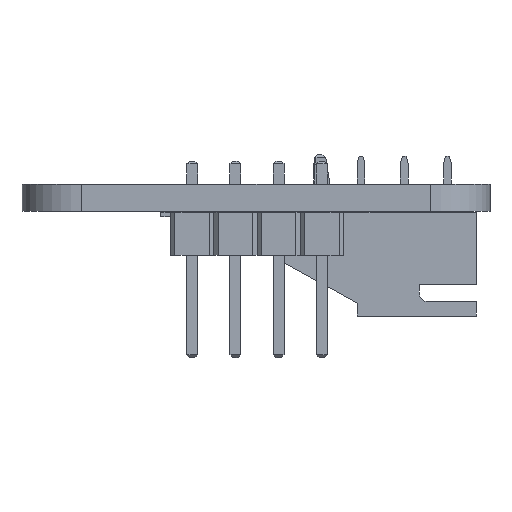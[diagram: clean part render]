
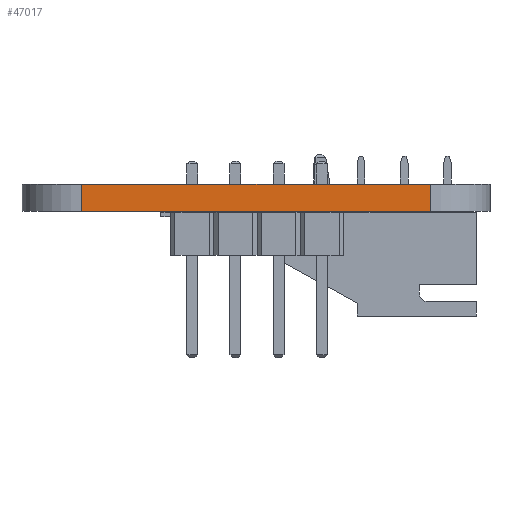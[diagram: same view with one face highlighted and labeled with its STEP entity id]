
A CAD part, left-side view. The second image highlights one B-rep face of the part: STEP entity #47017.
In plain terms, the highlighted planar face has unit normal (-1, 0, 0).
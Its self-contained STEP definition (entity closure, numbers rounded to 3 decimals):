
#46834 = CYLINDRICAL_SURFACE('',#46835,3.5);
#46835 = AXIS2_PLACEMENT_3D('',#46836,#46837,#46838);
#46836 = CARTESIAN_POINT('',(99.5,-67.5,0.));
#46837 = DIRECTION('',(-0.,-0.,-1.));
#46838 = DIRECTION('',(1.,0.,-0.));
#46859 = VERTEX_POINT('',#46860);
#46860 = CARTESIAN_POINT('',(96.,-67.5,1.6));
#46875 = PLANE('',#46876);
#46876 = AXIS2_PLACEMENT_3D('',#46877,#46878,#46879);
#46877 = CARTESIAN_POINT('',(121.75,-77.75,1.6));
#46878 = DIRECTION('',(0.,0.,1.));
#46879 = DIRECTION('',(1.,0.,-0.));
#46887 = EDGE_CURVE('',#46888,#46859,#46890,.T.);
#46888 = VERTEX_POINT('',#46889);
#46889 = CARTESIAN_POINT('',(96.,-67.5,0.));
#46890 = SURFACE_CURVE('',#46891,(#46895,#46902),.PCURVE_S1.);
#46891 = LINE('',#46892,#46893);
#46892 = CARTESIAN_POINT('',(96.,-67.5,0.));
#46893 = VECTOR('',#46894,1.);
#46894 = DIRECTION('',(0.,0.,1.));
#46895 = PCURVE('',#46834,#46896);
#46896 = DEFINITIONAL_REPRESENTATION('',(#46897),#46901);
#46897 = LINE('',#46898,#46899);
#46898 = CARTESIAN_POINT('',(-3.142,0.));
#46899 = VECTOR('',#46900,1.);
#46900 = DIRECTION('',(-0.,-1.));
#46901 = ( GEOMETRIC_REPRESENTATION_CONTEXT(2) 
PARAMETRIC_REPRESENTATION_CONTEXT() REPRESENTATION_CONTEXT('2D SPACE',''
  ) );
#46902 = PCURVE('',#46903,#46908);
#46903 = PLANE('',#46904);
#46904 = AXIS2_PLACEMENT_3D('',#46905,#46906,#46907);
#46905 = CARTESIAN_POINT('',(96.,-88.,0.));
#46906 = DIRECTION('',(-1.,0.,0.));
#46907 = DIRECTION('',(0.,1.,0.));
#46908 = DEFINITIONAL_REPRESENTATION('',(#46909),#46913);
#46909 = LINE('',#46910,#46911);
#46910 = CARTESIAN_POINT('',(20.5,0.));
#46911 = VECTOR('',#46912,1.);
#46912 = DIRECTION('',(0.,-1.));
#46913 = ( GEOMETRIC_REPRESENTATION_CONTEXT(2) 
PARAMETRIC_REPRESENTATION_CONTEXT() REPRESENTATION_CONTEXT('2D SPACE',''
  ) );
#46930 = PLANE('',#46931);
#46931 = AXIS2_PLACEMENT_3D('',#46932,#46933,#46934);
#46932 = CARTESIAN_POINT('',(121.75,-77.75,0.));
#46933 = DIRECTION('',(0.,0.,1.));
#46934 = DIRECTION('',(1.,0.,-0.));
#47017 = ADVANCED_FACE('',(#47018),#46903,.T.);
#47018 = FACE_BOUND('',#47019,.T.);
#47019 = EDGE_LOOP('',(#47020,#47050,#47071,#47072));
#47020 = ORIENTED_EDGE('',*,*,#47021,.T.);
#47021 = EDGE_CURVE('',#47022,#47024,#47026,.T.);
#47022 = VERTEX_POINT('',#47023);
#47023 = CARTESIAN_POINT('',(96.,-88.,0.));
#47024 = VERTEX_POINT('',#47025);
#47025 = CARTESIAN_POINT('',(96.,-88.,1.6));
#47026 = SURFACE_CURVE('',#47027,(#47031,#47038),.PCURVE_S1.);
#47027 = LINE('',#47028,#47029);
#47028 = CARTESIAN_POINT('',(96.,-88.,0.));
#47029 = VECTOR('',#47030,1.);
#47030 = DIRECTION('',(0.,0.,1.));
#47031 = PCURVE('',#46903,#47032);
#47032 = DEFINITIONAL_REPRESENTATION('',(#47033),#47037);
#47033 = LINE('',#47034,#47035);
#47034 = CARTESIAN_POINT('',(0.,0.));
#47035 = VECTOR('',#47036,1.);
#47036 = DIRECTION('',(0.,-1.));
#47037 = ( GEOMETRIC_REPRESENTATION_CONTEXT(2) 
PARAMETRIC_REPRESENTATION_CONTEXT() REPRESENTATION_CONTEXT('2D SPACE',''
  ) );
#47038 = PCURVE('',#47039,#47044);
#47039 = CYLINDRICAL_SURFACE('',#47040,3.5);
#47040 = AXIS2_PLACEMENT_3D('',#47041,#47042,#47043);
#47041 = CARTESIAN_POINT('',(99.5,-88.,0.));
#47042 = DIRECTION('',(-0.,-0.,-1.));
#47043 = DIRECTION('',(1.,0.,-0.));
#47044 = DEFINITIONAL_REPRESENTATION('',(#47045),#47049);
#47045 = LINE('',#47046,#47047);
#47046 = CARTESIAN_POINT('',(-3.142,0.));
#47047 = VECTOR('',#47048,1.);
#47048 = DIRECTION('',(-0.,-1.));
#47049 = ( GEOMETRIC_REPRESENTATION_CONTEXT(2) 
PARAMETRIC_REPRESENTATION_CONTEXT() REPRESENTATION_CONTEXT('2D SPACE',''
  ) );
#47050 = ORIENTED_EDGE('',*,*,#47051,.T.);
#47051 = EDGE_CURVE('',#47024,#46859,#47052,.T.);
#47052 = SURFACE_CURVE('',#47053,(#47057,#47064),.PCURVE_S1.);
#47053 = LINE('',#47054,#47055);
#47054 = CARTESIAN_POINT('',(96.,-88.,1.6));
#47055 = VECTOR('',#47056,1.);
#47056 = DIRECTION('',(0.,1.,0.));
#47057 = PCURVE('',#46903,#47058);
#47058 = DEFINITIONAL_REPRESENTATION('',(#47059),#47063);
#47059 = LINE('',#47060,#47061);
#47060 = CARTESIAN_POINT('',(0.,-1.6));
#47061 = VECTOR('',#47062,1.);
#47062 = DIRECTION('',(1.,0.));
#47063 = ( GEOMETRIC_REPRESENTATION_CONTEXT(2) 
PARAMETRIC_REPRESENTATION_CONTEXT() REPRESENTATION_CONTEXT('2D SPACE',''
  ) );
#47064 = PCURVE('',#46875,#47065);
#47065 = DEFINITIONAL_REPRESENTATION('',(#47066),#47070);
#47066 = LINE('',#47067,#47068);
#47067 = CARTESIAN_POINT('',(-25.75,-10.25));
#47068 = VECTOR('',#47069,1.);
#47069 = DIRECTION('',(0.,1.));
#47070 = ( GEOMETRIC_REPRESENTATION_CONTEXT(2) 
PARAMETRIC_REPRESENTATION_CONTEXT() REPRESENTATION_CONTEXT('2D SPACE',''
  ) );
#47071 = ORIENTED_EDGE('',*,*,#46887,.F.);
#47072 = ORIENTED_EDGE('',*,*,#47073,.F.);
#47073 = EDGE_CURVE('',#47022,#46888,#47074,.T.);
#47074 = SURFACE_CURVE('',#47075,(#47079,#47086),.PCURVE_S1.);
#47075 = LINE('',#47076,#47077);
#47076 = CARTESIAN_POINT('',(96.,-88.,0.));
#47077 = VECTOR('',#47078,1.);
#47078 = DIRECTION('',(0.,1.,0.));
#47079 = PCURVE('',#46903,#47080);
#47080 = DEFINITIONAL_REPRESENTATION('',(#47081),#47085);
#47081 = LINE('',#47082,#47083);
#47082 = CARTESIAN_POINT('',(0.,0.));
#47083 = VECTOR('',#47084,1.);
#47084 = DIRECTION('',(1.,0.));
#47085 = ( GEOMETRIC_REPRESENTATION_CONTEXT(2) 
PARAMETRIC_REPRESENTATION_CONTEXT() REPRESENTATION_CONTEXT('2D SPACE',''
  ) );
#47086 = PCURVE('',#46930,#47087);
#47087 = DEFINITIONAL_REPRESENTATION('',(#47088),#47092);
#47088 = LINE('',#47089,#47090);
#47089 = CARTESIAN_POINT('',(-25.75,-10.25));
#47090 = VECTOR('',#47091,1.);
#47091 = DIRECTION('',(0.,1.));
#47092 = ( GEOMETRIC_REPRESENTATION_CONTEXT(2) 
PARAMETRIC_REPRESENTATION_CONTEXT() REPRESENTATION_CONTEXT('2D SPACE',''
  ) );
